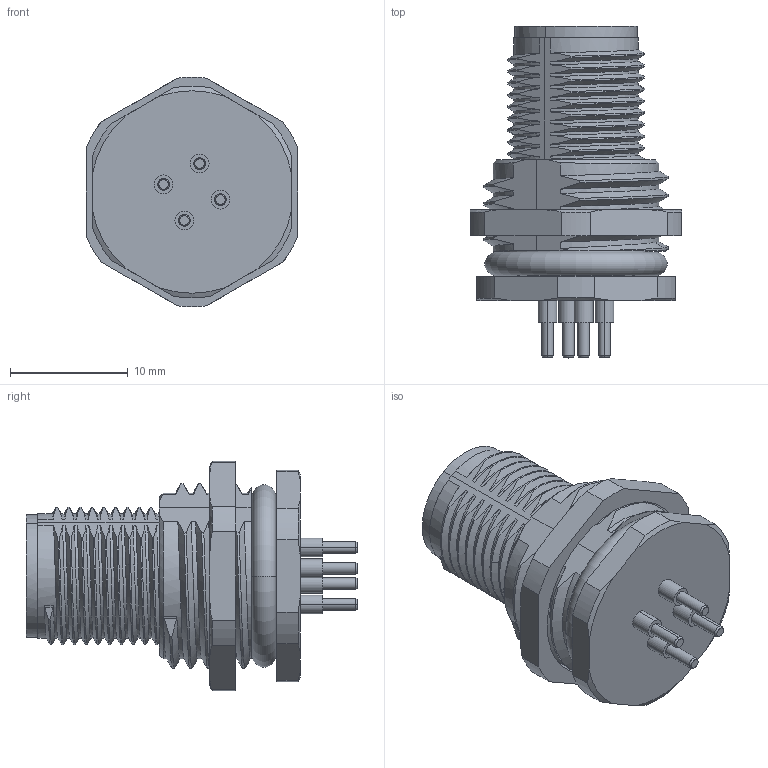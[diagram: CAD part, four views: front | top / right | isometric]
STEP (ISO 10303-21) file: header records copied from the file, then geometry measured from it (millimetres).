
FILE_DESCRIPTION(/* description */ (''),/* implementation_level */ '2;1');
FILE_NAME(/* name */ '1111.stp',/* time_stamp */ '2024-02-04T16:58:36+08:00',/* author */ (''),/* organization */ (''),/* preprocessor_version */ 'ST-DEVELOPER v18.1',/* originating_system */ 'SIEMENS PLM Software NX 1980',/* authorisation */ '');
FILE_SCHEMA (('AUTOMOTIVE_DESIGN { 1 0 10303 214 3 1 1 1 }'));
Length unit declared in the file: millimetre
Products named in the file (1): 1111
Bounding box: 18 x 28.2 x 19.5 mm (x, y, z)
Volume: 2940 mm3; surface area: 2659.9 mm2
Topology: 2 solids, 2 shells, 386 faces, 1176 edges, 813 vertices
Faces by surface type: cylinder 156, plane 96, cone 59, bspline 52, torus 14, sphere 9
Entity records: 17103 total; most frequent: CARTESIAN_POINT 7707, ORIENTED_EDGE 2336, DIRECTION 1428, EDGE_CURVE 1168, VERTEX_POINT 813, B_SPLINE_CURVE_WITH_KNOTS 659, AXIS2_PLACEMENT_3D 584, EDGE_LOOP 415
